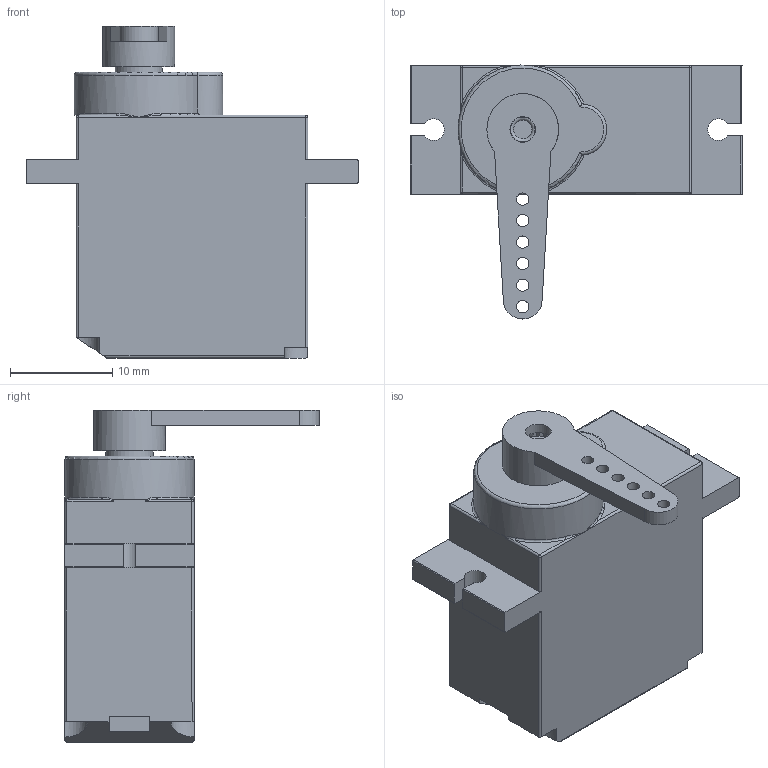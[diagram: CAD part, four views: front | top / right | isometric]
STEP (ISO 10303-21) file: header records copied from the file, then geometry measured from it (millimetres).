
FILE_DESCRIPTION(/* description */ (''),/* implementation_level */ '2;1');
FILE_NAME(/* name */ 'SG90+arm.step',/* time_stamp */ '2024-01-18T14:05:25-06:00',/* author */ (''),/* organization */ (''),/* preprocessor_version */ 'ST-DEVELOPER v20',/* originating_system */ 'Autodesk Translation Framework v12.14.0.127',/* authorisation */ '');
FILE_SCHEMA (('AUTOMOTIVE_DESIGN { 1 0 10303 214 3 1 1 }'));
Length unit declared in the file: millimetre
Products named in the file (1): (Sin guardar)
Bounding box: 32.4 x 24.8 x 32.4 mm (x, y, z)
Volume: 7730.5 mm3; surface area: 3164.2 mm2
Topology: 2 solids, 2 shells, 148 faces, 405 edges, 263 vertices
Faces by surface type: plane 85, cylinder 45, torus 8, bspline 6, sphere 4
Full cylindrical faces by diameter (mm): 1.2 x6, 1.8 x1, 2.5 x1, 4.6 x1, 7 x1
Entity records: 5063 total; most frequent: CARTESIAN_POINT 1215, ORIENTED_EDGE 808, DIRECTION 761, EDGE_CURVE 404, LINE 269, VECTOR 269, VERTEX_POINT 263, AXIS2_PLACEMENT_3D 246
